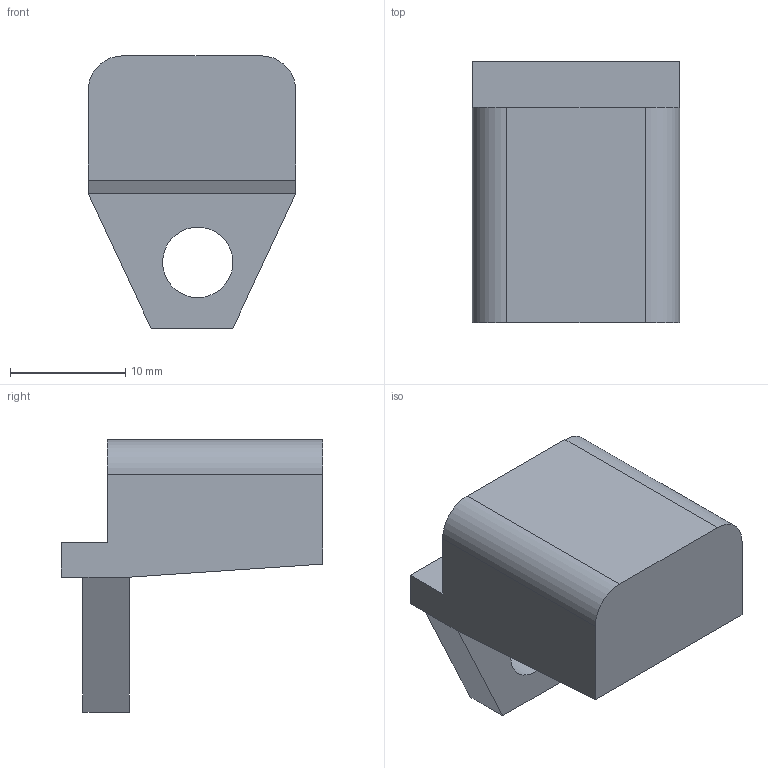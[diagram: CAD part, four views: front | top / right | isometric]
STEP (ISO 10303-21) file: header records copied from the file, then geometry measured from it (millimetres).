
FILE_DESCRIPTION(/* description */ (''),/* implementation_level */ '2;1');
FILE_NAME(/* name */ 'ta 0010 146 0001nxm001-02.stp',/* time_stamp */ '2017-11-21T09:39:03+01:00',/* author */ (''),/* organization */ (''),/* preprocessor_version */ 'ST-DEVELOPER v16',/* originating_system */ 'SIEMENS PLM Software NX 11.0',/* authorisation */ '');
FILE_SCHEMA (('AP203_CONFIGURATION_CONTROLLED_3D_DESIGN_OF_MECHANICAL_PARTS_AND_ASSEMBLIES_MIM_LF { 1 0 10303 403 2 1 2}'));
Length unit declared in the file: millimetre
Products named in the file (1): ta 0010 146 0001nxm001-02
Bounding box: 18 x 22.7 x 23.6 mm (x, y, z)
Volume: 4434.4 mm3; surface area: 2008.8 mm2
Topology: 1 solids, 1 shells, 140 faces, 336 edges, 223 vertices
Faces by surface type: plane 93, extrusion 38, cylinder 9
Full cylindrical faces by diameter (mm): 6.1 x1
Entity records: 5108 total; most frequent: CARTESIAN_POINT 2071, ORIENTED_EDGE 668, DIRECTION 424, EDGE_CURVE 334, VERTEX_POINT 222, B_SPLINE_CURVE_WITH_KNOTS 210, VECTOR 182, EDGE_LOOP 168
